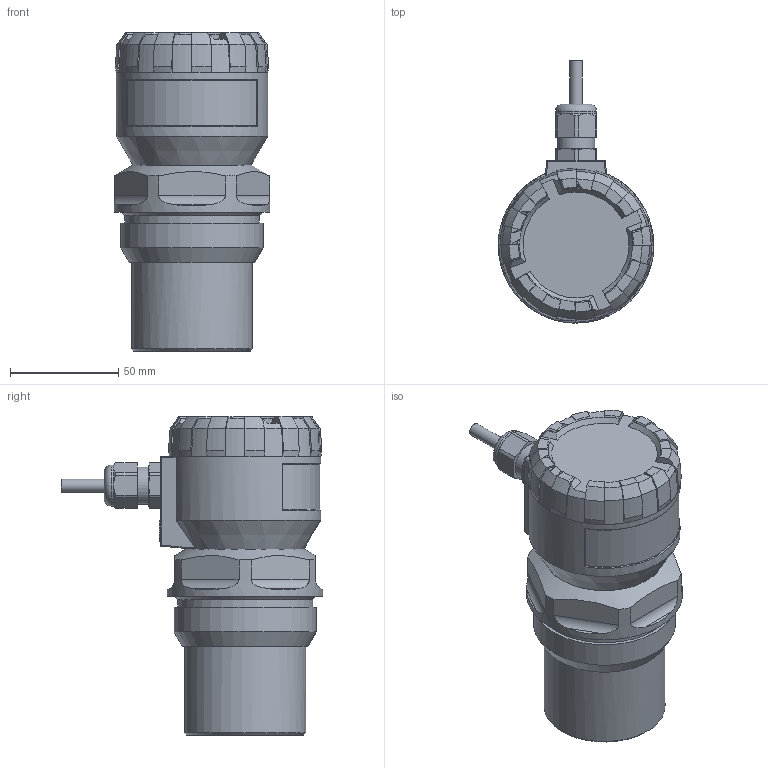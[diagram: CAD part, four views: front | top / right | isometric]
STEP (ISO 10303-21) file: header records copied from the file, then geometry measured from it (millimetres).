
FILE_DESCRIPTION(/* description */ ('Unknown'),/* implementation_level */ '2;1');
FILE_NAME(/* name */ 'ULM-70N-10-G-_-B1-L',/* time_stamp */ '2025-09-08T14:46:05+02:00',/* author */ ('Unknown'),/* organization */ ('Unknown'),/* preprocessor_version */ 'ST-DEVELOPER v18.1',/* originating_system */ 'Solid Edge',/* authorisation */ 'Unknown');
FILE_SCHEMA (('AUTOMOTIVE_DESIGN {1 0 10303 214 3 1 1}'));
Length unit declared in the file: millimetre
Products named in the file (1): ULM-70N-10-G-_-B1-L
Bounding box: 72 x 121.2 x 147.16 mm (x, y, z)
Volume: 483550.8 mm3; surface area: 41902.5 mm2
Topology: 1 solids, 4 shells, 238 faces, 630 edges, 406 vertices
Faces by surface type: plane 98, cone 88, cylinder 45, sphere 6, torus 1
Full cylindrical faces by diameter (mm): 3.242 x1, 6 x1, 9.5 x1, 14.38 x1, 17.2 x1, 19 x1, 56 x1, 62.4 x1, 65.71 x1, 72 x1
Entity records: 8968 total; most frequent: CARTESIAN_POINT 1446, DIRECTION 1256, ORIENTED_EDGE 1188, EDGE_CURVE 594, AXIS2_PLACEMENT_3D 474, VERTEX_POINT 396, LINE 308, VECTOR 308
